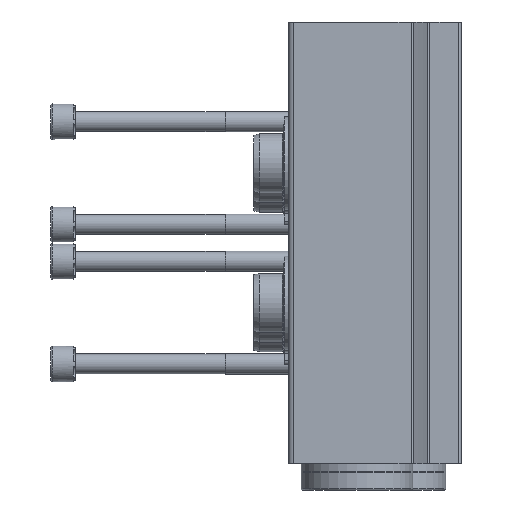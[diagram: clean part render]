
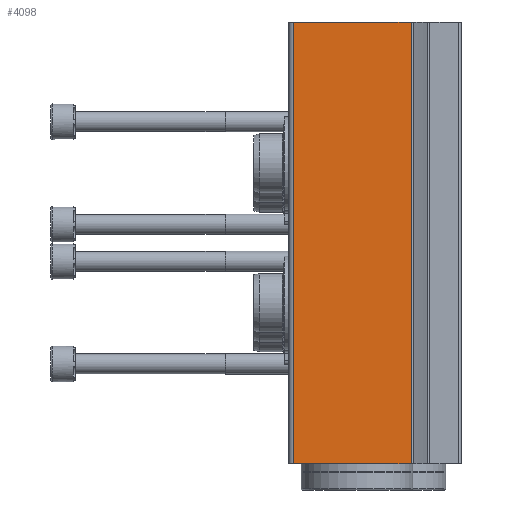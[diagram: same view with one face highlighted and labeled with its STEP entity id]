
A CAD part, left-side view. The second image highlights one B-rep face of the part: STEP entity #4098.
In plain terms, the highlighted planar face has unit normal (-1, 0, 0).
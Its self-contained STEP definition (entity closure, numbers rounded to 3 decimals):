
#126=PLANE('',#4426);
#534=ORIENTED_EDGE('',*,*,#1640,.F.);
#535=ORIENTED_EDGE('',*,*,#1639,.F.);
#536=ORIENTED_EDGE('',*,*,#1641,.T.);
#537=ORIENTED_EDGE('',*,*,#1642,.T.);
#1639=EDGE_CURVE('',#2192,#2190,#2590,.T.);
#1640=EDGE_CURVE('',#2190,#2193,#2591,.T.);
#1641=EDGE_CURVE('',#2192,#2194,#2592,.T.);
#1642=EDGE_CURVE('',#2194,#2193,#2593,.T.);
#2190=VERTEX_POINT('',#6429);
#2192=VERTEX_POINT('',#6433);
#2193=VERTEX_POINT('',#6437);
#2194=VERTEX_POINT('',#6439);
#2590=LINE('',#6434,#2878);
#2591=LINE('',#6436,#2879);
#2592=LINE('',#6438,#2880);
#2593=LINE('',#6440,#2881);
#2878=VECTOR('',#4971,1000.);
#2879=VECTOR('',#4974,1000.);
#2880=VECTOR('',#4975,1000.);
#2881=VECTOR('',#4976,1000.);
#3174=EDGE_LOOP('',(#534,#535,#536,#537));
#3591=FACE_BOUND('',#3174,.T.);
#4098=ADVANCED_FACE('',(#3591),#126,.T.);
#4426=AXIS2_PLACEMENT_3D('',#6435,#4972,#4973);
#4971=DIRECTION('',(0.,0.,1.));
#4972=DIRECTION('',(-1.,0.,0.));
#4973=DIRECTION('',(0.,0.,1.));
#4974=DIRECTION('',(0.,-1.,0.));
#4975=DIRECTION('',(0.,-1.,0.));
#4976=DIRECTION('',(0.,0.,1.));
#6429=CARTESIAN_POINT('',(-40.25,33.,0.));
#6433=CARTESIAN_POINT('',(-40.25,33.,-87.));
#6434=CARTESIAN_POINT('',(-40.25,33.,-87.));
#6435=CARTESIAN_POINT('',(-40.25,33.,-87.));
#6436=CARTESIAN_POINT('',(-40.25,33.,0.));
#6437=CARTESIAN_POINT('',(-40.25,9.853,0.));
#6438=CARTESIAN_POINT('',(-40.25,33.,-87.));
#6439=CARTESIAN_POINT('',(-40.25,9.853,-87.));
#6440=CARTESIAN_POINT('',(-40.25,9.853,-87.));
